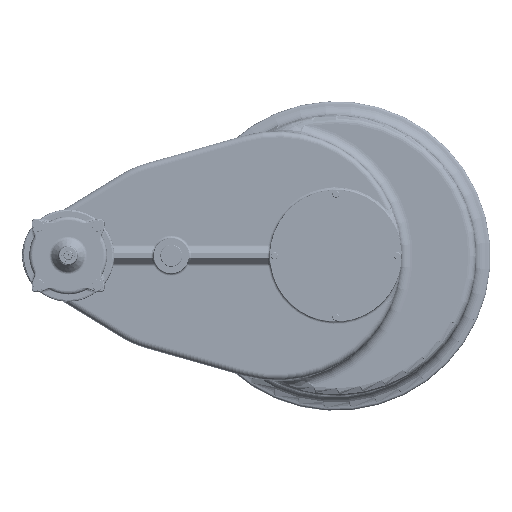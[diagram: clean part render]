
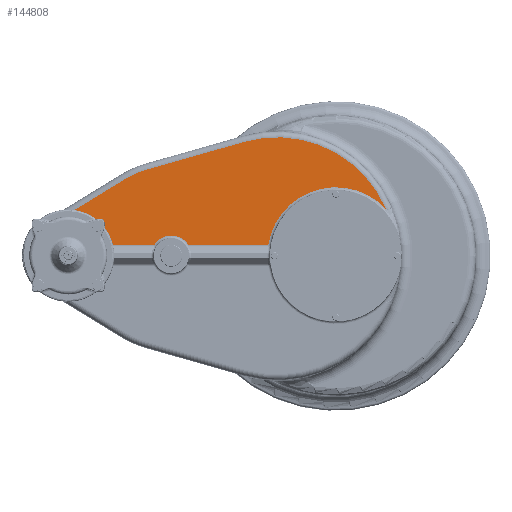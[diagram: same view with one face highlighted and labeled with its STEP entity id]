
A CAD part, top view. The second image highlights one B-rep face of the part: STEP entity #144808.
In plain terms, the highlighted planar face has unit normal (0, 0, 1).
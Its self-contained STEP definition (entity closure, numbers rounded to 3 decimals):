
#7786=LINE('',#262937,#15674);
#7787=LINE('',#262943,#15675);
#7788=LINE('',#262953,#15676);
#7793=LINE('',#263060,#15681);
#7795=LINE('',#263069,#15683);
#7914=LINE('',#264169,#15802);
#15674=VECTOR('',#189114,1000.);
#15675=VECTOR('',#189121,1000.);
#15676=VECTOR('',#189134,1000.);
#15681=VECTOR('',#189195,1000.);
#15683=VECTOR('',#189207,1000.);
#15802=VECTOR('',#189748,1000.);
#21692=PLANE('',#158490);
#57900=ORIENTED_EDGE('',*,*,#89411,.T.);
#57901=ORIENTED_EDGE('',*,*,#89742,.T.);
#57902=ORIENTED_EDGE('',*,*,#89745,.T.);
#57903=ORIENTED_EDGE('',*,*,#89410,.T.);
#57904=ORIENTED_EDGE('',*,*,#89407,.T.);
#57905=ORIENTED_EDGE('',*,*,#89405,.T.);
#57906=ORIENTED_EDGE('',*,*,#89402,.T.);
#57907=ORIENTED_EDGE('',*,*,#89437,.T.);
#57908=ORIENTED_EDGE('',*,*,#89440,.T.);
#57909=ORIENTED_EDGE('',*,*,#89442,.T.);
#57910=ORIENTED_EDGE('',*,*,#89399,.T.);
#89399=EDGE_CURVE('',#107726,#107703,#7786,.T.);
#89402=EDGE_CURVE('',#107755,#107754,#7787,.F.);
#89405=EDGE_CURVE('',#107756,#107755,#120020,.F.);
#89407=EDGE_CURVE('',#107757,#107756,#7788,.F.);
#89410=EDGE_CURVE('',#107758,#107757,#120024,.F.);
#89411=EDGE_CURVE('',#107703,#107721,#120025,.T.);
#89437=EDGE_CURVE('',#107754,#107777,#7793,.T.);
#89440=EDGE_CURVE('',#107777,#107779,#120041,.T.);
#89442=EDGE_CURVE('',#107779,#107726,#7795,.T.);
#89742=EDGE_CURVE('',#107721,#107966,#7914,.T.);
#89745=EDGE_CURVE('',#107966,#107758,#120145,.T.);
#107703=VERTEX_POINT('',#262658);
#107721=VERTEX_POINT('',#262803);
#107726=VERTEX_POINT('',#262824);
#107754=VERTEX_POINT('',#262942);
#107755=VERTEX_POINT('',#262944);
#107756=VERTEX_POINT('',#262948);
#107757=VERTEX_POINT('',#262952);
#107758=VERTEX_POINT('',#262956);
#107777=VERTEX_POINT('',#263059);
#107779=VERTEX_POINT('',#263065);
#107966=VERTEX_POINT('',#264168);
#120020=CIRCLE('',#158242,204.);
#120024=CIRCLE('',#158248,270.);
#120025=CIRCLE('',#158250,46.);
#120041=CIRCLE('',#158276,24.);
#120145=CIRCLE('',#158491,156.1);
#128135=EDGE_LOOP('',(#57900,#57901,#57902,#57903,#57904,#57905,#57906,
#57907,#57908,#57909,#57910));
#136501=FACE_BOUND('',#128135,.T.);
#144808=ADVANCED_FACE('',(#136501),#21692,.F.);
#158242=AXIS2_PLACEMENT_3D('',#262949,#189128,#189129);
#158248=AXIS2_PLACEMENT_3D('',#262959,#189141,#189142);
#158250=AXIS2_PLACEMENT_3D('',#262961,#189145,#189146);
#158276=AXIS2_PLACEMENT_3D('',#263066,#189202,#189203);
#158490=AXIS2_PLACEMENT_3D('',#264195,#189751,#189752);
#158491=AXIS2_PLACEMENT_3D('',#264196,#189753,#189754);
#189114=DIRECTION('',(1.,0.,0.));
#189121=DIRECTION('',(0.852,0.523,0.));
#189128=DIRECTION('',(0.,0.,-1.));
#189129=DIRECTION('',(-1.,0.,0.));
#189134=DIRECTION('',(0.962,0.274,0.));
#189141=DIRECTION('',(0.,0.,-1.));
#189142=DIRECTION('',(-1.,0.,0.));
#189145=DIRECTION('',(0.,0.,-1.));
#189146=DIRECTION('',(-1.,0.,0.));
#189195=DIRECTION('',(1.,0.,0.));
#189202=DIRECTION('',(0.,0.,-1.));
#189203=DIRECTION('',(-1.,0.,0.));
#189207=DIRECTION('',(0.,-1.,0.));
#189748=DIRECTION('',(1.,0.,0.));
#189751=DIRECTION('',(0.,0.,-1.));
#189752=DIRECTION('',(-1.,0.,0.));
#189753=DIRECTION('',(0.,0.,-1.));
#189754=DIRECTION('',(-1.,0.,0.));
#262658=CARTESIAN_POINT('',(-414.453,23.485,343.));
#262803=CARTESIAN_POINT('',(-335.347,23.485,343.));
#262824=CARTESIAN_POINT('',(-531.6,23.485,343.));
#262937=CARTESIAN_POINT('',(-413.355,23.485,343.));
#262942=CARTESIAN_POINT('',(-637.043,78.5,343.));
#262943=CARTESIAN_POINT('',(-652.46,69.041,343.));
#262944=CARTESIAN_POINT('',(-481.584,173.881,343.));
#262948=CARTESIAN_POINT('',(-430.79,196.194,343.));
#262949=CARTESIAN_POINT('',(-374.9,0.,343.));
#262952=CARTESIAN_POINT('',(-207.973,259.669,343.));
#262953=CARTESIAN_POINT('',(-430.79,196.194,343.));
#262956=CARTESIAN_POINT('',(114.093,106.537,343.));
#262959=CARTESIAN_POINT('',(-134.,0.,343.));
#262961=CARTESIAN_POINT('',(-374.9,0.,343.));
#263059=CARTESIAN_POINT('',(-555.6,78.5,343.));
#263060=CARTESIAN_POINT('',(-610.1,78.5,343.));
#263065=CARTESIAN_POINT('',(-531.6,54.5,343.));
#263066=CARTESIAN_POINT('',(-555.6,54.5,343.));
#263069=CARTESIAN_POINT('',(-531.6,0.,343.));
#264168=CARTESIAN_POINT('',(-154.323,23.485,343.));
#264169=CARTESIAN_POINT('',(-154.681,23.485,343.));
#264195=CARTESIAN_POINT('',(-610.1,0.,343.));
#264196=CARTESIAN_POINT('',(0.,0.,343.));
